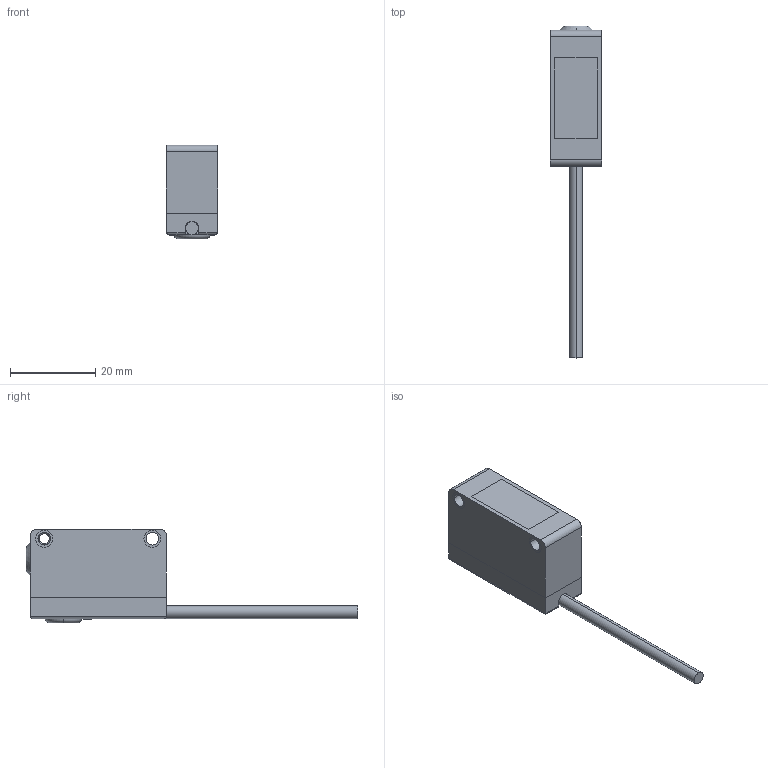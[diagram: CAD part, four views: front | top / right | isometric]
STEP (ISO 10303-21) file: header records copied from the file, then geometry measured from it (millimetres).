
FILE_DESCRIPTION (( 'STEP AP203' ), '1' );
FILE_NAME ('SF4Z-DGR250N.STEP', '2022-02-26T07:23:09', ( '' ), ( '' ), 'SwSTEP 2.0', 'SolidWorks 2020', '' );
FILE_SCHEMA (( 'CONFIG_CONTROL_DESIGN' ));
Length unit declared in the file: millimetre
Products named in the file (1): SF4Z-DGR250N
Bounding box: 12 x 78 x 22 mm (x, y, z)
Volume: 8279.1 mm3; surface area: 5450.4 mm2
Topology: 10 solids, 10 shells, 150 faces, 354 edges, 233 vertices
Faces by surface type: plane 102, cylinder 38, torus 4, bspline 4, cone 2
Entity records: 5608 total; most frequent: CARTESIAN_POINT 2046, DIRECTION 709, ORIENTED_EDGE 708, EDGE_CURVE 354, VECTOR 263, LINE 263, VERTEX_POINT 233, AXIS2_PLACEMENT_3D 223
